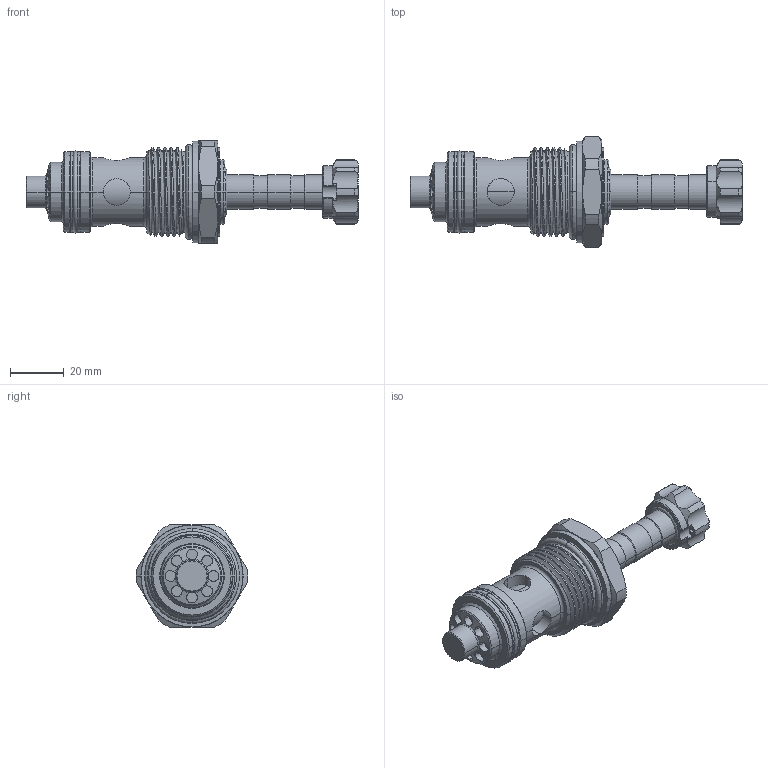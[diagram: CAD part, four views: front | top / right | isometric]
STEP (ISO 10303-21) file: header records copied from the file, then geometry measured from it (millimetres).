
FILE_DESCRIPTION (( 'STEP AP203' ), '1' );
FILE_NAME ('EP21E2A11N05.STEP', '2016-08-30T03:01:11', ( '' ), ( '' ), 'SwSTEP 2.0', 'SolidWorks 2012', '' );
FILE_SCHEMA (( 'CONFIG_CONTROL_DESIGN' ));
Length unit declared in the file: millimetre
Products named in the file (1): EP21E2A11N05
Bounding box: 123.3 x 41.5 x 38 mm (x, y, z)
Volume: 54380.4 mm3; surface area: 16200.6 mm2
Topology: 4 solids, 5 shells, 259 faces, 616 edges, 381 vertices
Faces by surface type: cylinder 120, cone 58, torus 40, plane 38, bspline 3
Entity records: 11574 total; most frequent: CARTESIAN_POINT 5579, DIRECTION 1277, ORIENTED_EDGE 1232, EDGE_CURVE 616, AXIS2_PLACEMENT_3D 554, VERTEX_POINT 381, CIRCLE 297, EDGE_LOOP 283
